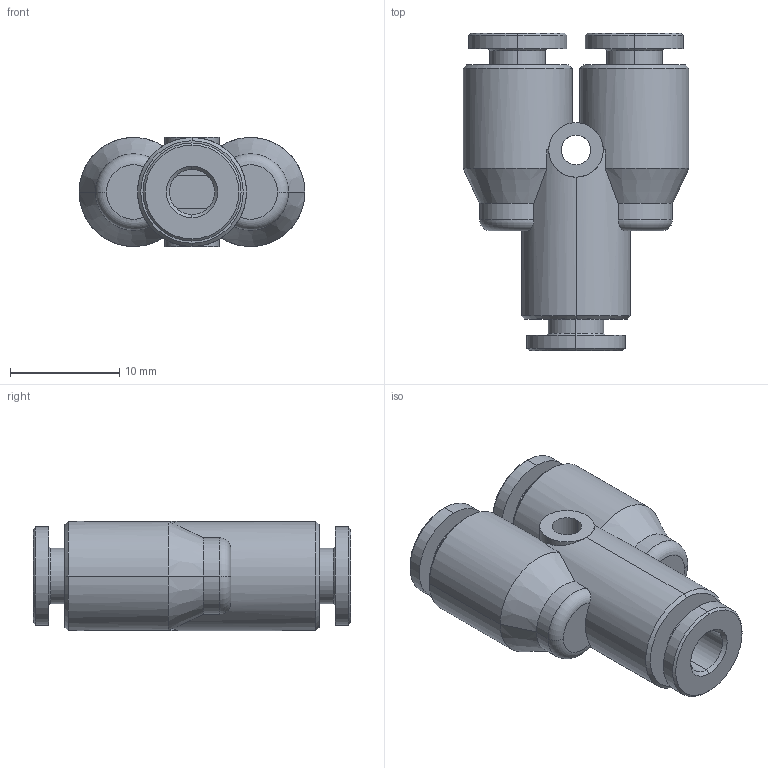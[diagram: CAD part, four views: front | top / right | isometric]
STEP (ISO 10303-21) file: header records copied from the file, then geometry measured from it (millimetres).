
FILE_DESCRIPTION (( 'STEP AP203' ), '1' );
FILE_NAME ('B0191010.STEP', '2012-08-24T13:57:34', ( '' ), ( 'sopra-pneumatic' ), 'SwSTEP 2.0', 'SolidWorks 2011', '' );
FILE_SCHEMA (( 'CONFIG_CONTROL_DESIGN' ));
Length unit declared in the file: millimetre
Products named in the file (1): B0191010
Bounding box: 20.7 x 29.1 x 10 mm (x, y, z)
Volume: 2670.8 mm3; surface area: 2522.6 mm2
Topology: 1 solids, 1 shells, 108 faces, 259 edges, 158 vertices
Faces by surface type: cylinder 42, plane 34, cone 28, torus 4
Entity records: 3382 total; most frequent: CARTESIAN_POINT 712, DIRECTION 589, ORIENTED_EDGE 518, EDGE_CURVE 259, AXIS2_PLACEMENT_3D 237, VERTEX_POINT 158, CIRCLE 128, EDGE_LOOP 119
